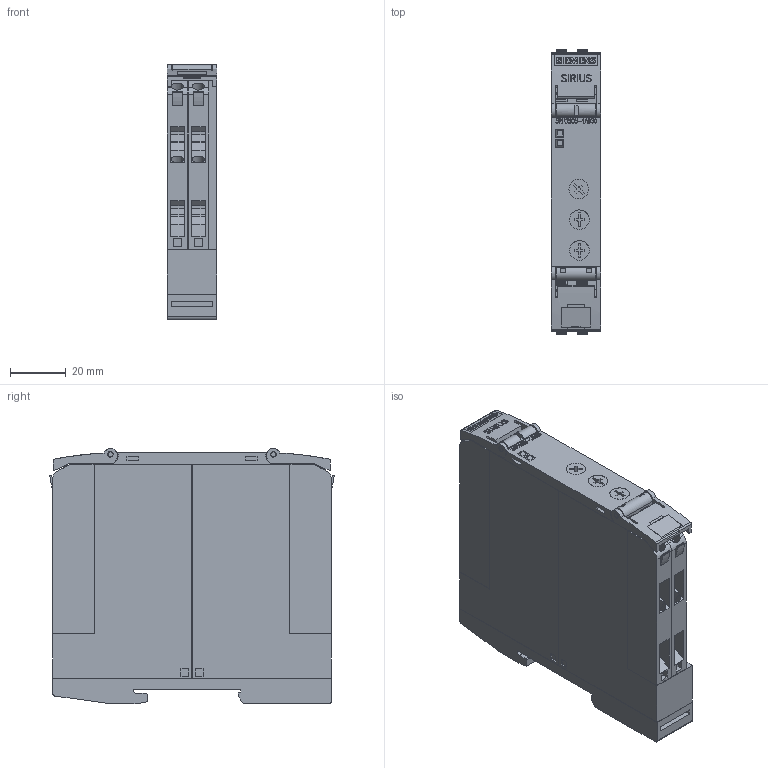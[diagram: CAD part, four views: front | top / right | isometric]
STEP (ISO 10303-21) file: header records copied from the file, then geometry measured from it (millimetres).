
FILE_DESCRIPTION(('STEP AP214'),'1');
FILE_NAME('cctmp_BDFBBE68-3544-45C7-8A85-6BB59C2041A7_2023_07_21_09_13_28_0601..stp','2023-07-21T07:13:30',('SIEMENS A&D'),('CADClick - www.CADClick.com'),'Spatial InterOp 3D postprocessed',' ','unknown authorization');
FILE_SCHEMA(('AUTOMOTIVE_DESIGN'));
Length unit declared in the file: millimetre
Products named in the file (1): 2023_07_21_09_13_28_0552
Bounding box: 17.85 x 101.9 x 91.42 mm (x, y, z)
Volume: 140341.8 mm3; surface area: 43465 mm2
Topology: 1 solids, 1 shells, 1477 faces, 4117 edges, 2736 vertices
Faces by surface type: plane 1184, cylinder 253, cone 24, torus 16
Entity records: 79756 total; most frequent: CARTESIAN_POINT 9405, STYLED_ITEM 8327, PRESENTATION_STYLE_ASSIGNMENT 8327, ORIENTED_EDGE 8226, DIRECTION 7642, EDGE_CURVE 4113, CURVE_STYLE 4113, DRAUGHTING_PRE_DEFINED_CURVE_FONT 4113
